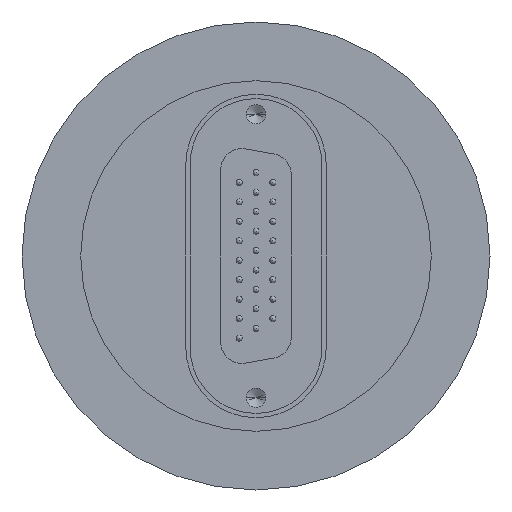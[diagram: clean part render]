
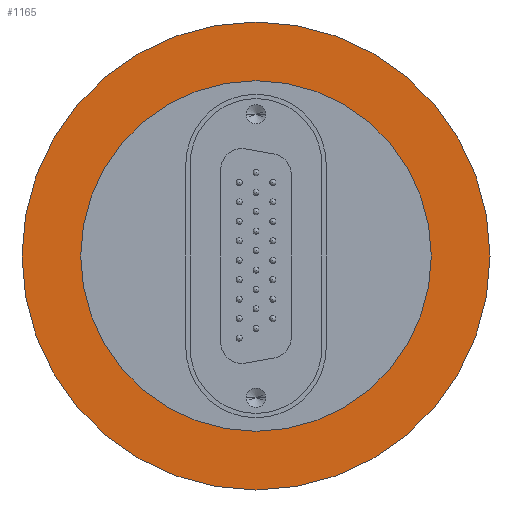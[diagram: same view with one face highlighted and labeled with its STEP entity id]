
A CAD part, left-side view. The second image highlights one B-rep face of the part: STEP entity #1165.
In plain terms, the highlighted planar face has unit normal (-1, 0, 0).
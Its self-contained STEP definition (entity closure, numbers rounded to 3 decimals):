
#1 = CARTESIAN_POINT ( 'NONE',  ( 0., 0., 0. ) ) ;
#142 = DIRECTION ( 'NONE',  ( -1., 0., 0. ) ) ;
#155 = DIRECTION ( 'NONE',  ( -1., 0., 0. ) ) ;
#227 = AXIS2_PLACEMENT_3D ( 'NONE', #2177, #155, #2534 ) ;
#245 = FACE_OUTER_BOUND ( 'NONE', #3981, .T. ) ;
#291 = DIRECTION ( 'NONE',  ( -1., 0., 0. ) ) ;
#305 = EDGE_CURVE ( 'NONE', #1536, #1356, #2013, .T. ) ;
#341 = DIRECTION ( 'NONE',  ( 0., 0., 1. ) ) ;
#362 = VERTEX_POINT ( 'NONE', #4365 ) ;
#431 = ORIENTED_EDGE ( 'NONE', *, *, #1418, .T. ) ;
#740 = AXIS2_PLACEMENT_3D ( 'NONE', #785, #1468, #3862 ) ;
#785 = CARTESIAN_POINT ( 'NONE',  ( 0., 0., -27.5 ) ) ;
#887 = CARTESIAN_POINT ( 'NONE',  ( 0., 0., 20.6 ) ) ;
#1165 = ADVANCED_FACE ( 'NONE', ( #1736, #245 ), #1801, .F. ) ;
#1258 = AXIS2_PLACEMENT_3D ( 'NONE', #1, #2374, #341 ) ;
#1289 = ORIENTED_EDGE ( 'NONE', *, *, #3259, .T. ) ;
#1356 = VERTEX_POINT ( 'NONE', #1460 ) ;
#1358 = ORIENTED_EDGE ( 'NONE', *, *, #2549, .F. ) ;
#1418 = EDGE_CURVE ( 'NONE', #3400, #362, #3381, .T. ) ;
#1450 = ORIENTED_EDGE ( 'NONE', *, *, #305, .F. ) ;
#1460 = CARTESIAN_POINT ( 'NONE',  ( 0., 0., -20.6 ) ) ;
#1468 = DIRECTION ( 'NONE',  ( 1., 0., 0. ) ) ;
#1536 = VERTEX_POINT ( 'NONE', #887 ) ;
#1736 = FACE_BOUND ( 'NONE', #2278, .T. ) ;
#1801 = PLANE ( 'NONE',  #740 ) ;
#2013 = CIRCLE ( 'NONE', #2778, 20.6 ) ;
#2161 = CARTESIAN_POINT ( 'NONE',  ( 0., 0., 0. ) ) ;
#2177 = CARTESIAN_POINT ( 'NONE',  ( 0., 0., 0. ) ) ;
#2202 = CIRCLE ( 'NONE', #1258, 20.6 ) ;
#2245 = CARTESIAN_POINT ( 'NONE',  ( 0., 0., 27.5 ) ) ;
#2278 = EDGE_LOOP ( 'NONE', ( #1450, #1358 ) ) ;
#2324 = CARTESIAN_POINT ( 'NONE',  ( 0., 0., 0. ) ) ;
#2374 = DIRECTION ( 'NONE',  ( -1., 0., 0. ) ) ;
#2518 = DIRECTION ( 'NONE',  ( 0., 0., 1. ) ) ;
#2534 = DIRECTION ( 'NONE',  ( 0., 0., 1. ) ) ;
#2549 = EDGE_CURVE ( 'NONE', #1356, #1536, #2202, .T. ) ;
#2623 = AXIS2_PLACEMENT_3D ( 'NONE', #2161, #142, #2518 ) ;
#2668 = DIRECTION ( 'NONE',  ( 0., 0., 1. ) ) ;
#2778 = AXIS2_PLACEMENT_3D ( 'NONE', #2324, #291, #2668 ) ;
#2957 = CIRCLE ( 'NONE', #2623, 27.5 ) ;
#3259 = EDGE_CURVE ( 'NONE', #362, #3400, #2957, .T. ) ;
#3381 = CIRCLE ( 'NONE', #227, 27.5 ) ;
#3400 = VERTEX_POINT ( 'NONE', #2245 ) ;
#3862 = DIRECTION ( 'NONE',  ( 0., 0., -1. ) ) ;
#3981 = EDGE_LOOP ( 'NONE', ( #431, #1289 ) ) ;
#4365 = CARTESIAN_POINT ( 'NONE',  ( 0., 0., -27.5 ) ) ;
